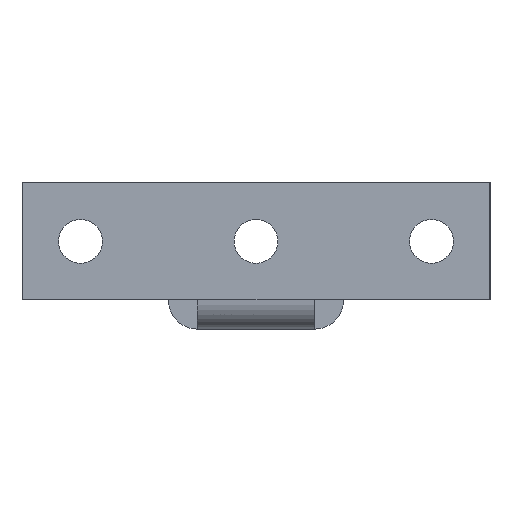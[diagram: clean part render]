
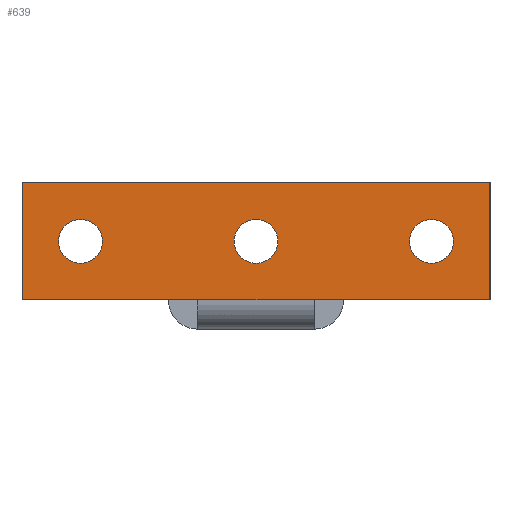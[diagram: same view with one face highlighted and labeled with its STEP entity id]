
A CAD part, left-side view. The second image highlights one B-rep face of the part: STEP entity #639.
In plain terms, the highlighted planar face has unit normal (-1, 0, 0).
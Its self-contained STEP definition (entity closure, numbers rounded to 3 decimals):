
#9 = EDGE_CURVE ( 'NONE', #132, #1234, #1167, .T. ) ;
#19 = EDGE_LOOP ( 'NONE', ( #698, #981 ) ) ;
#32 = AXIS2_PLACEMENT_3D ( 'NONE', #321, #745, #442 ) ;
#91 = CARTESIAN_POINT ( 'NONE',  ( -73.5, 21., 6. ) ) ;
#116 = LINE ( 'NONE', #980, #198 ) ;
#127 = CARTESIAN_POINT ( 'NONE',  ( -73.5, 5., 2. ) ) ;
#132 = VERTEX_POINT ( 'NONE', #431 ) ;
#137 = EDGE_CURVE ( 'NONE', #820, #819, #967, .T. ) ;
#152 = CARTESIAN_POINT ( 'NONE',  ( -73.5, 9., 7.5 ) ) ;
#166 = VECTOR ( 'NONE', #186, 1000. ) ;
#169 = DIRECTION ( 'NONE',  ( 1., 0., 0. ) ) ;
#171 = EDGE_LOOP ( 'NONE', ( #508, #1010, #762, #313, #1159, #295 ) ) ;
#186 = DIRECTION ( 'NONE',  ( 0., -1., 0. ) ) ;
#193 = AXIS2_PLACEMENT_3D ( 'NONE', #1042, #199, #624 ) ;
#198 = VECTOR ( 'NONE', #542, 1000. ) ;
#199 = DIRECTION ( 'NONE',  ( 1., 0., 0. ) ) ;
#215 = CARTESIAN_POINT ( 'NONE',  ( -73.5, 13., 2. ) ) ;
#220 = AXIS2_PLACEMENT_3D ( 'NONE', #388, #169, #895 ) ;
#225 = CARTESIAN_POINT ( 'NONE',  ( -73.5, 13., 2. ) ) ;
#235 = LINE ( 'NONE', #225, #860 ) ;
#240 = VECTOR ( 'NONE', #1195, 1000. ) ;
#256 = DIRECTION ( 'NONE',  ( 0., 0., -1. ) ) ;
#268 = VERTEX_POINT ( 'NONE', #465 ) ;
#282 = AXIS2_PLACEMENT_3D ( 'NONE', #91, #960, #747 ) ;
#295 = ORIENTED_EDGE ( 'NONE', *, *, #1136, .T. ) ;
#313 = ORIENTED_EDGE ( 'NONE', *, *, #847, .F. ) ;
#321 = CARTESIAN_POINT ( 'NONE',  ( -73.5, -3., 6. ) ) ;
#333 = EDGE_CURVE ( 'NONE', #1107, #428, #1184, .T. ) ;
#334 = DIRECTION ( 'NONE',  ( 0., -1., 0. ) ) ;
#340 = DIRECTION ( 'NONE',  ( 0., -1., 0. ) ) ;
#341 = EDGE_CURVE ( 'NONE', #268, #986, #1106, .T. ) ;
#355 = LINE ( 'NONE', #779, #240 ) ;
#360 = LINE ( 'NONE', #127, #1257 ) ;
#364 = VERTEX_POINT ( 'NONE', #1009 ) ;
#388 = CARTESIAN_POINT ( 'NONE',  ( -73.5, 9., 6. ) ) ;
#428 = VERTEX_POINT ( 'NONE', #152 ) ;
#431 = CARTESIAN_POINT ( 'NONE',  ( -73.5, 21., 4.5 ) ) ;
#434 = CARTESIAN_POINT ( 'NONE',  ( -73.5, 9., 6. ) ) ;
#437 = AXIS2_PLACEMENT_3D ( 'NONE', #434, #1308, #866 ) ;
#442 = DIRECTION ( 'NONE',  ( 0., 0., -1. ) ) ;
#459 = CIRCLE ( 'NONE', #642, 1.5 ) ;
#465 = CARTESIAN_POINT ( 'NONE',  ( -73.5, 25., 10. ) ) ;
#508 = ORIENTED_EDGE ( 'NONE', *, *, #1124, .T. ) ;
#542 = DIRECTION ( 'NONE',  ( 0., 0., -1. ) ) ;
#557 = PLANE ( 'NONE',  #1035 ) ;
#571 = ORIENTED_EDGE ( 'NONE', *, *, #333, .T. ) ;
#599 = EDGE_LOOP ( 'NONE', ( #1007, #801 ) ) ;
#618 = CARTESIAN_POINT ( 'NONE',  ( -73.5, -7., 10. ) ) ;
#624 = DIRECTION ( 'NONE',  ( 0., 0., -1. ) ) ;
#639 = ADVANCED_FACE ( 'NONE', ( #871, #1187, #1179, #983 ), #557, .F. ) ;
#642 = AXIS2_PLACEMENT_3D ( 'NONE', #1327, #894, #905 ) ;
#656 = EDGE_CURVE ( 'NONE', #428, #1107, #752, .T. ) ;
#661 = DIRECTION ( 'NONE',  ( 1., 0., 0. ) ) ;
#680 = EDGE_CURVE ( 'NONE', #1354, #829, #360, .T. ) ;
#698 = ORIENTED_EDGE ( 'NONE', *, *, #1043, .T. ) ;
#723 = EDGE_CURVE ( 'NONE', #829, #364, #355, .T. ) ;
#745 = DIRECTION ( 'NONE',  ( 1., 0., 0. ) ) ;
#747 = DIRECTION ( 'NONE',  ( 0., 0., -1. ) ) ;
#752 = CIRCLE ( 'NONE', #437, 1.5 ) ;
#758 = EDGE_CURVE ( 'NONE', #1234, #132, #459, .T. ) ;
#762 = ORIENTED_EDGE ( 'NONE', *, *, #723, .T. ) ;
#779 = CARTESIAN_POINT ( 'NONE',  ( -73.5, 13., 2. ) ) ;
#801 = ORIENTED_EDGE ( 'NONE', *, *, #758, .T. ) ;
#817 = CARTESIAN_POINT ( 'NONE',  ( -73.5, -7., 10. ) ) ;
#819 = VERTEX_POINT ( 'NONE', #996 ) ;
#820 = VERTEX_POINT ( 'NONE', #889 ) ;
#823 = ORIENTED_EDGE ( 'NONE', *, *, #656, .T. ) ;
#829 = VERTEX_POINT ( 'NONE', #1313 ) ;
#838 = CIRCLE ( 'NONE', #32, 1.5 ) ;
#847 = EDGE_CURVE ( 'NONE', #986, #364, #1228, .T. ) ;
#859 = CARTESIAN_POINT ( 'NONE',  ( -73.5, 5., 2. ) ) ;
#860 = VECTOR ( 'NONE', #334, 1000. ) ;
#864 = CARTESIAN_POINT ( 'NONE',  ( -73.5, 25., 2. ) ) ;
#866 = DIRECTION ( 'NONE',  ( 0., 0., -1. ) ) ;
#871 = FACE_BOUND ( 'NONE', #19, .T. ) ;
#889 = CARTESIAN_POINT ( 'NONE',  ( -73.5, -3., 7.5 ) ) ;
#894 = DIRECTION ( 'NONE',  ( 1., 0., 0. ) ) ;
#895 = DIRECTION ( 'NONE',  ( 0., 0., -1. ) ) ;
#905 = DIRECTION ( 'NONE',  ( 0., 0., -1. ) ) ;
#906 = CARTESIAN_POINT ( 'NONE',  ( -73.5, -7., 10. ) ) ;
#960 = DIRECTION ( 'NONE',  ( 1., 0., 0. ) ) ;
#967 = CIRCLE ( 'NONE', #193, 1.5 ) ;
#980 = CARTESIAN_POINT ( 'NONE',  ( -73.5, 25., 10. ) ) ;
#981 = ORIENTED_EDGE ( 'NONE', *, *, #137, .T. ) ;
#983 = FACE_OUTER_BOUND ( 'NONE', #171, .T. ) ;
#986 = VERTEX_POINT ( 'NONE', #618 ) ;
#996 = CARTESIAN_POINT ( 'NONE',  ( -73.5, -3., 4.5 ) ) ;
#1006 = CARTESIAN_POINT ( 'NONE',  ( -73.5, 21., 7.5 ) ) ;
#1007 = ORIENTED_EDGE ( 'NONE', *, *, #9, .T. ) ;
#1009 = CARTESIAN_POINT ( 'NONE',  ( -73.5, -7., 2. ) ) ;
#1010 = ORIENTED_EDGE ( 'NONE', *, *, #680, .T. ) ;
#1035 = AXIS2_PLACEMENT_3D ( 'NONE', #859, #661, #256 ) ;
#1042 = CARTESIAN_POINT ( 'NONE',  ( -73.5, -3., 6. ) ) ;
#1043 = EDGE_CURVE ( 'NONE', #819, #820, #838, .T. ) ;
#1057 = VERTEX_POINT ( 'NONE', #864 ) ;
#1096 = DIRECTION ( 'NONE',  ( 0., 0., -1. ) ) ;
#1106 = LINE ( 'NONE', #906, #166 ) ;
#1107 = VERTEX_POINT ( 'NONE', #1170 ) ;
#1124 = EDGE_CURVE ( 'NONE', #1057, #1354, #235, .T. ) ;
#1127 = EDGE_LOOP ( 'NONE', ( #571, #823 ) ) ;
#1136 = EDGE_CURVE ( 'NONE', #268, #1057, #116, .T. ) ;
#1159 = ORIENTED_EDGE ( 'NONE', *, *, #341, .F. ) ;
#1167 = CIRCLE ( 'NONE', #282, 1.5 ) ;
#1170 = CARTESIAN_POINT ( 'NONE',  ( -73.5, 9., 4.5 ) ) ;
#1179 = FACE_BOUND ( 'NONE', #1127, .T. ) ;
#1184 = CIRCLE ( 'NONE', #220, 1.5 ) ;
#1187 = FACE_BOUND ( 'NONE', #599, .T. ) ;
#1195 = DIRECTION ( 'NONE',  ( 0., -1., 0. ) ) ;
#1228 = LINE ( 'NONE', #817, #1259 ) ;
#1234 = VERTEX_POINT ( 'NONE', #1006 ) ;
#1257 = VECTOR ( 'NONE', #340, 1000. ) ;
#1259 = VECTOR ( 'NONE', #1096, 1000. ) ;
#1308 = DIRECTION ( 'NONE',  ( 1., 0., 0. ) ) ;
#1313 = CARTESIAN_POINT ( 'NONE',  ( -73.5, 5., 2. ) ) ;
#1327 = CARTESIAN_POINT ( 'NONE',  ( -73.5, 21., 6. ) ) ;
#1354 = VERTEX_POINT ( 'NONE', #215 ) ;
